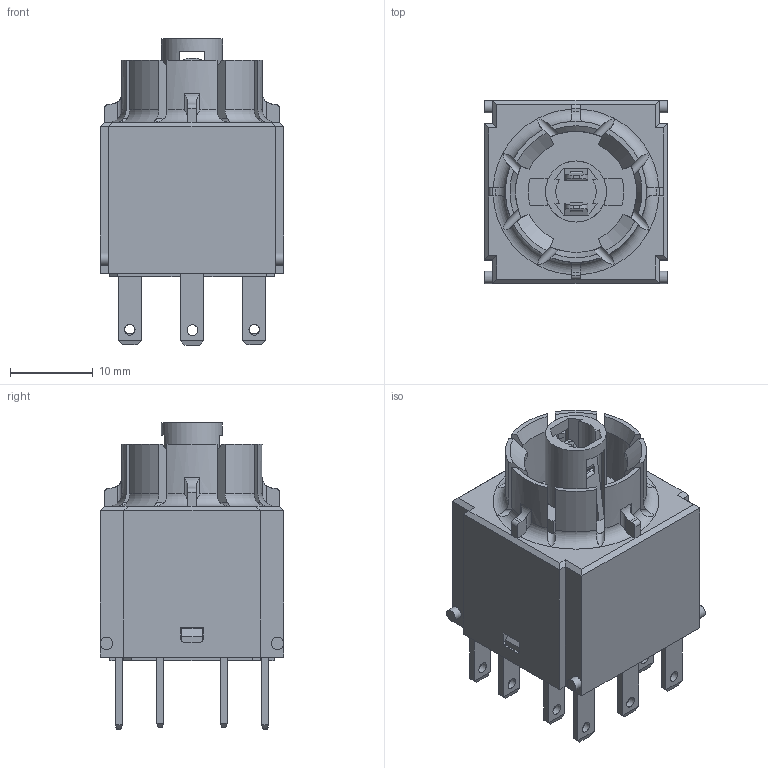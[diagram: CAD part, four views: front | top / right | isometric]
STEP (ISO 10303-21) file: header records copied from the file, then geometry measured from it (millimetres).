
FILE_DESCRIPTION(/* description */ (''),/* implementation_level */ '2;1');
FILE_NAME(/* name */ 'BZL5_439.stp',/* time_stamp */ '2022-09-12T15:29:01+02:00',/* author */ ('kscharfenort'),/* organization */ (''),/* preprocessor_version */ 'ST-DEVELOPER v17.2',/* originating_system */ 'Autodesk Inventor 2019',/* authorisation */ '');
FILE_SCHEMA (('AUTOMOTIVE_DESIGN { 1 0 10303 214 3 1 1 }','FEATURE_BASED_PROCESS_PLANNING'));
Length unit declared in the file: millimetre
Products named in the file (1): BZL5_439_vereinfacht
Bounding box: 22.2 x 22.2 x 37.11 mm (x, y, z)
Volume: 9519.2 mm3; surface area: 4725.8 mm2
Topology: 1 solids, 1 shells, 774 faces, 2137 edges, 1395 vertices
Faces by surface type: plane 452, bspline 216, cylinder 78, torus 20, cone 8
Full cylindrical faces by diameter (mm): 1.3 x10, 1.5 x4, 7.4 x1, 14.7 x1
Entity records: 26103 total; most frequent: CARTESIAN_POINT 7871, ORIENTED_EDGE 4274, DIRECTION 2904, EDGE_CURVE 2137, LINE 1400, VECTOR 1400, VERTEX_POINT 1395, EDGE_LOOP 832
